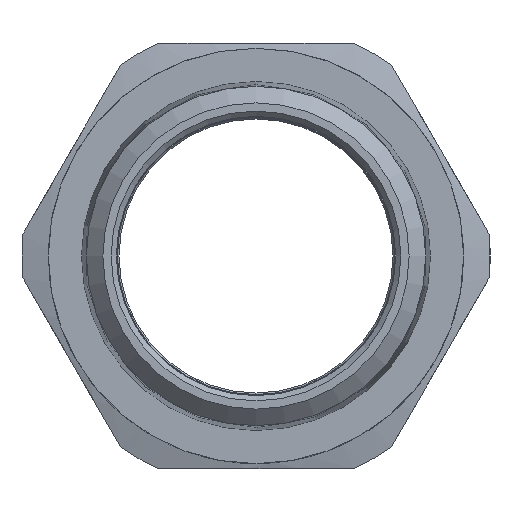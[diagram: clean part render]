
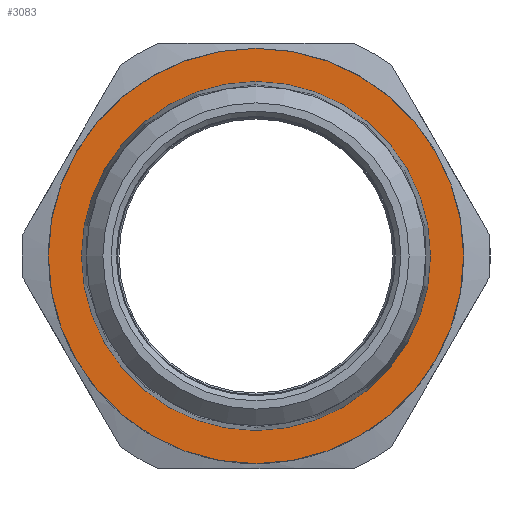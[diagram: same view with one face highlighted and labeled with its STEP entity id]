
A CAD part, left-side view. The second image highlights one B-rep face of the part: STEP entity #3083.
In plain terms, the highlighted planar face has unit normal (-1, 0, 0).
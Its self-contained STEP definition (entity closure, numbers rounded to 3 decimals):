
#342 = PLANE ( 'NONE',  #5463 ) ;
#789 = CIRCLE ( 'NONE', #6012, 20. ) ;
#1258 = EDGE_LOOP ( 'NONE', ( #2292 ) ) ;
#1330 = VERTEX_POINT ( 'NONE', #2728 ) ;
#1377 = CARTESIAN_POINT ( 'NONE',  ( 15.2, -2.713, 19.486 ) ) ;
#2272 = DIRECTION ( 'NONE',  ( 0., 0., 1. ) ) ;
#2292 = ORIENTED_EDGE ( 'NONE', *, *, #5484, .T. ) ;
#2339 = CARTESIAN_POINT ( 'NONE',  ( 15.2, -2.713, -17.319 ) ) ;
#2364 = CIRCLE ( 'NONE', #4292, 16.805 ) ;
#2728 = CARTESIAN_POINT ( 'NONE',  ( 15.2, -2.713, 16.291 ) ) ;
#2748 = EDGE_LOOP ( 'NONE', ( #4707 ) ) ;
#2826 = FACE_OUTER_BOUND ( 'NONE', #1258, .T. ) ;
#3083 = ADVANCED_FACE ( 'NONE', ( #2826, #5770 ), #342, .T. ) ;
#3588 = DIRECTION ( 'NONE',  ( -1., 0., 0. ) ) ;
#3996 = DIRECTION ( 'NONE',  ( 0., 0., 1. ) ) ;
#4254 = DIRECTION ( 'NONE',  ( -1., 0., 0. ) ) ;
#4292 = AXIS2_PLACEMENT_3D ( 'NONE', #5441, #3588, #3996 ) ;
#4707 = ORIENTED_EDGE ( 'NONE', *, *, #5178, .F. ) ;
#5178 = EDGE_CURVE ( 'NONE', #1330, #1330, #2364, .T. ) ;
#5190 = VERTEX_POINT ( 'NONE', #1377 ) ;
#5223 = CARTESIAN_POINT ( 'NONE',  ( 15.2, -2.713, -0.514 ) ) ;
#5271 = DIRECTION ( 'NONE',  ( -1., 0., 0. ) ) ;
#5441 = CARTESIAN_POINT ( 'NONE',  ( 15.2, -2.713, -0.514 ) ) ;
#5463 = AXIS2_PLACEMENT_3D ( 'NONE', #2339, #4254, #6229 ) ;
#5484 = EDGE_CURVE ( 'NONE', #5190, #5190, #789, .T. ) ;
#5770 = FACE_BOUND ( 'NONE', #2748, .T. ) ;
#6012 = AXIS2_PLACEMENT_3D ( 'NONE', #5223, #5271, #2272 ) ;
#6229 = DIRECTION ( 'NONE',  ( 0., 0., 1. ) ) ;
